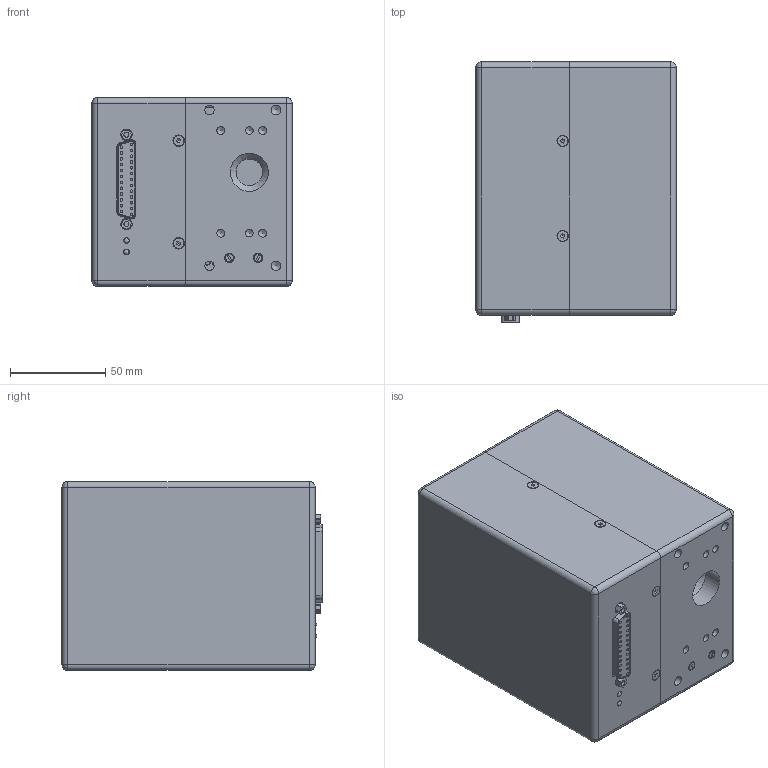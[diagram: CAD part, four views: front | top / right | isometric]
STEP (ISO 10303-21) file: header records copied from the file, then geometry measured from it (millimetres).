
FILE_DESCRIPTION (( 'STEP AP203' ), '1' );
FILE_NAME ('PROSCANIII(X)14A-01.STEP', '2022-09-14T02:29:24', ( 'Windows 蚚誧' ), ( '' ), 'SwSTEP 2.0', 'SolidWorks 2017', '' );
FILE_SCHEMA (( 'CONFIG_CONTROL_DESIGN' ));
Length unit declared in the file: millimetre
Products named in the file (1): PROSCANIII(X)14A-01
Bounding box: 105.4 x 136.9 x 99.3 mm (x, y, z)
Volume: 348311.9 mm3; surface area: 153953.5 mm2
Topology: 22 solids, 22 shells, 659 faces, 1619 edges, 1009 vertices
Faces by surface type: plane 316, cylinder 224, cone 80, bspline 31, torus 8
Full cylindrical faces by diameter (mm): 1.3 x25, 2.5 x10, 2.658 x2, 2.8 x2, 2.9 x2, 3 x12, 3.05 x2, 3.2 x2, 3.3 x12, 3.352 x2, 3.4 x4, 4 x2, 4.2 x8, 5 x6, 5.54 x12, 6 x14, 13.9 x1, 20 x1, 78 x1, 79.5 x1
Entity records: 21886 total; most frequent: CARTESIAN_POINT 7176, DIRECTION 3115, ORIENTED_EDGE 2678, EDGE_CURVE 1339, AXIS2_PLACEMENT_3D 1207, EDGE_LOOP 995, VERTEX_POINT 938, FACE_OUTER_BOUND 792
